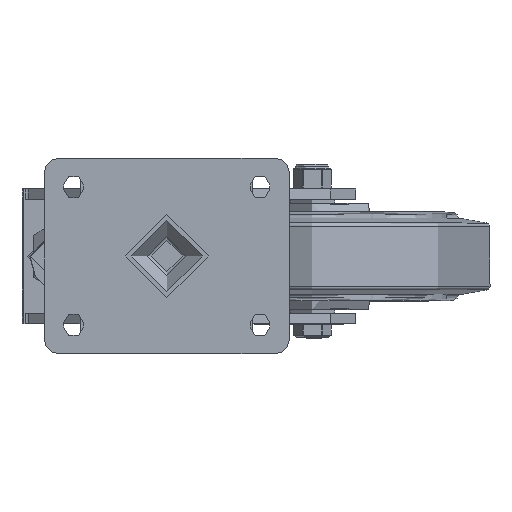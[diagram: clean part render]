
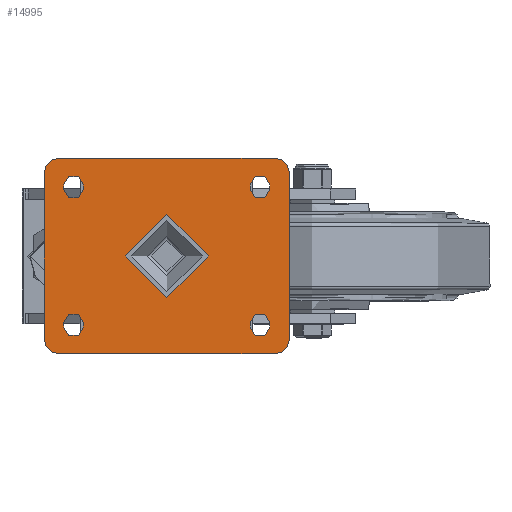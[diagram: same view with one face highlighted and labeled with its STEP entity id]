
A CAD part, top view. The second image highlights one B-rep face of the part: STEP entity #14995.
In plain terms, the highlighted planar face has unit normal (0, 0, 1).
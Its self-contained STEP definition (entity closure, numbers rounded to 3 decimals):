
#1273=FACE_BOUND('',#2834,.T.);
#1274=FACE_BOUND('',#2835,.T.);
#1275=FACE_BOUND('',#2836,.T.);
#1276=FACE_BOUND('',#2837,.T.);
#1277=FACE_BOUND('',#2838,.T.);
#1461=PLANE('',#16270);
#1901=FACE_OUTER_BOUND('',#2833,.T.);
#2833=EDGE_LOOP('',(#10376,#10377,#10378,#10379,#10380,#10381,#10382,#10383));
#2834=EDGE_LOOP('',(#10384));
#2835=EDGE_LOOP('',(#10385,#10386,#10387,#10388));
#2836=EDGE_LOOP('',(#10389,#10390,#10391,#10392));
#2837=EDGE_LOOP('',(#10393,#10394,#10395,#10396));
#2838=EDGE_LOOP('',(#10397,#10398,#10399,#10400));
#3907=LINE('',#21712,#4886);
#3911=LINE('',#21721,#4890);
#3914=LINE('',#21729,#4893);
#3917=LINE('',#21737,#4896);
#3921=LINE('',#21749,#4900);
#3923=LINE('',#21755,#4902);
#3927=LINE('',#21765,#4906);
#3929=LINE('',#21771,#4908);
#3933=LINE('',#21781,#4912);
#3935=LINE('',#21787,#4914);
#3939=LINE('',#21797,#4918);
#3941=LINE('',#21803,#4920);
#4886=VECTOR('',#17783,1000.);
#4890=VECTOR('',#17793,1000.);
#4893=VECTOR('',#17802,1000.);
#4896=VECTOR('',#17811,1000.);
#4900=VECTOR('',#17825,1000.);
#4902=VECTOR('',#17833,1000.);
#4906=VECTOR('',#17843,1000.);
#4908=VECTOR('',#17851,1000.);
#4912=VECTOR('',#17861,1000.);
#4914=VECTOR('',#17869,1000.);
#4918=VECTOR('',#17879,1000.);
#4920=VECTOR('',#17887,1000.);
#5855=CIRCLE('',#16202,23.5);
#5877=CIRCLE('',#16236,8.);
#5878=CIRCLE('',#16239,8.);
#5879=CIRCLE('',#16242,8.);
#5880=CIRCLE('',#16245,8.);
#5881=CIRCLE('',#16247,5.5);
#5882=CIRCLE('',#16250,5.5);
#5883=CIRCLE('',#16253,5.5);
#5884=CIRCLE('',#16256,5.5);
#5885=CIRCLE('',#16259,5.5);
#5886=CIRCLE('',#16262,5.5);
#5887=CIRCLE('',#16265,5.5);
#5888=CIRCLE('',#16268,5.5);
#6493=VERTEX_POINT('',#21629);
#6525=VERTEX_POINT('',#21709);
#6526=VERTEX_POINT('',#21711);
#6527=VERTEX_POINT('',#21715);
#6528=VERTEX_POINT('',#21719);
#6529=VERTEX_POINT('',#21723);
#6530=VERTEX_POINT('',#21727);
#6531=VERTEX_POINT('',#21731);
#6532=VERTEX_POINT('',#21735);
#6533=VERTEX_POINT('',#21741);
#6534=VERTEX_POINT('',#21743);
#6535=VERTEX_POINT('',#21747);
#6536=VERTEX_POINT('',#21751);
#6537=VERTEX_POINT('',#21757);
#6538=VERTEX_POINT('',#21759);
#6539=VERTEX_POINT('',#21763);
#6540=VERTEX_POINT('',#21767);
#6541=VERTEX_POINT('',#21773);
#6542=VERTEX_POINT('',#21775);
#6543=VERTEX_POINT('',#21779);
#6544=VERTEX_POINT('',#21783);
#6545=VERTEX_POINT('',#21789);
#6546=VERTEX_POINT('',#21791);
#6547=VERTEX_POINT('',#21795);
#6548=VERTEX_POINT('',#21799);
#7973=EDGE_CURVE('',#6493,#6493,#5855,.T.);
#8011=EDGE_CURVE('',#6525,#6526,#3907,.T.);
#8014=EDGE_CURVE('',#6527,#6525,#5877,.T.);
#8016=EDGE_CURVE('',#6528,#6527,#3911,.T.);
#8018=EDGE_CURVE('',#6529,#6528,#5878,.T.);
#8020=EDGE_CURVE('',#6530,#6529,#3914,.T.);
#8022=EDGE_CURVE('',#6531,#6530,#5879,.T.);
#8024=EDGE_CURVE('',#6532,#6531,#3917,.T.);
#8025=EDGE_CURVE('',#6532,#6526,#5880,.T.);
#8027=EDGE_CURVE('',#6534,#6533,#5881,.T.);
#8030=EDGE_CURVE('',#6533,#6535,#3921,.T.);
#8032=EDGE_CURVE('',#6535,#6536,#5882,.T.);
#8033=EDGE_CURVE('',#6536,#6534,#3923,.T.);
#8035=EDGE_CURVE('',#6538,#6537,#5883,.T.);
#8038=EDGE_CURVE('',#6537,#6539,#3927,.T.);
#8040=EDGE_CURVE('',#6539,#6540,#5884,.T.);
#8041=EDGE_CURVE('',#6540,#6538,#3929,.T.);
#8043=EDGE_CURVE('',#6542,#6541,#5885,.T.);
#8046=EDGE_CURVE('',#6541,#6543,#3933,.T.);
#8048=EDGE_CURVE('',#6543,#6544,#5886,.T.);
#8049=EDGE_CURVE('',#6544,#6542,#3935,.T.);
#8051=EDGE_CURVE('',#6546,#6545,#5887,.T.);
#8054=EDGE_CURVE('',#6545,#6547,#3939,.T.);
#8056=EDGE_CURVE('',#6547,#6548,#5888,.T.);
#8057=EDGE_CURVE('',#6548,#6546,#3941,.T.);
#10376=ORIENTED_EDGE('',*,*,#8025,.T.);
#10377=ORIENTED_EDGE('',*,*,#8011,.F.);
#10378=ORIENTED_EDGE('',*,*,#8014,.F.);
#10379=ORIENTED_EDGE('',*,*,#8016,.F.);
#10380=ORIENTED_EDGE('',*,*,#8018,.F.);
#10381=ORIENTED_EDGE('',*,*,#8020,.F.);
#10382=ORIENTED_EDGE('',*,*,#8022,.F.);
#10383=ORIENTED_EDGE('',*,*,#8024,.F.);
#10384=ORIENTED_EDGE('',*,*,#7973,.T.);
#10385=ORIENTED_EDGE('',*,*,#8057,.T.);
#10386=ORIENTED_EDGE('',*,*,#8051,.T.);
#10387=ORIENTED_EDGE('',*,*,#8054,.T.);
#10388=ORIENTED_EDGE('',*,*,#8056,.T.);
#10389=ORIENTED_EDGE('',*,*,#8049,.T.);
#10390=ORIENTED_EDGE('',*,*,#8043,.T.);
#10391=ORIENTED_EDGE('',*,*,#8046,.T.);
#10392=ORIENTED_EDGE('',*,*,#8048,.T.);
#10393=ORIENTED_EDGE('',*,*,#8041,.T.);
#10394=ORIENTED_EDGE('',*,*,#8035,.T.);
#10395=ORIENTED_EDGE('',*,*,#8038,.T.);
#10396=ORIENTED_EDGE('',*,*,#8040,.T.);
#10397=ORIENTED_EDGE('',*,*,#8033,.T.);
#10398=ORIENTED_EDGE('',*,*,#8027,.T.);
#10399=ORIENTED_EDGE('',*,*,#8030,.T.);
#10400=ORIENTED_EDGE('',*,*,#8032,.T.);
#14995=ADVANCED_FACE('',(#1901,#1273,#1274,#1275,#1276,#1277),#1461,.T.);
#16202=AXIS2_PLACEMENT_3D('',#21630,#17701,#17702);
#16236=AXIS2_PLACEMENT_3D('',#21717,#17788,#17789);
#16239=AXIS2_PLACEMENT_3D('',#21725,#17797,#17798);
#16242=AXIS2_PLACEMENT_3D('',#21733,#17806,#17807);
#16245=AXIS2_PLACEMENT_3D('',#21739,#17814,#17815);
#16247=AXIS2_PLACEMENT_3D('',#21744,#17819,#17820);
#16250=AXIS2_PLACEMENT_3D('',#21753,#17829,#17830);
#16253=AXIS2_PLACEMENT_3D('',#21760,#17837,#17838);
#16256=AXIS2_PLACEMENT_3D('',#21769,#17847,#17848);
#16259=AXIS2_PLACEMENT_3D('',#21776,#17855,#17856);
#16262=AXIS2_PLACEMENT_3D('',#21785,#17865,#17866);
#16265=AXIS2_PLACEMENT_3D('',#21792,#17873,#17874);
#16268=AXIS2_PLACEMENT_3D('',#21801,#17883,#17884);
#16270=AXIS2_PLACEMENT_3D('',#21804,#17888,#17889);
#17701=DIRECTION('center_axis',(0.,0.,-1.));
#17702=DIRECTION('ref_axis',(-1.,0.,0.));
#17783=DIRECTION('',(-1.,0.,0.));
#17788=DIRECTION('center_axis',(0.,0.,-1.));
#17789=DIRECTION('ref_axis',(1.,0.,0.));
#17793=DIRECTION('',(0.,-1.,0.));
#17797=DIRECTION('center_axis',(0.,0.,-1.));
#17798=DIRECTION('ref_axis',(0.,1.,0.));
#17802=DIRECTION('',(1.,0.,0.));
#17806=DIRECTION('center_axis',(0.,0.,-1.));
#17807=DIRECTION('ref_axis',(-1.,0.,0.));
#17811=DIRECTION('',(0.,1.,0.));
#17814=DIRECTION('center_axis',(0.,0.,1.));
#17815=DIRECTION('ref_axis',(-1.,0.,0.));
#17819=DIRECTION('center_axis',(0.,0.,-1.));
#17820=DIRECTION('ref_axis',(1.,0.,0.));
#17825=DIRECTION('',(0.,-1.,0.));
#17829=DIRECTION('center_axis',(0.,0.,-1.));
#17830=DIRECTION('ref_axis',(1.,0.,0.));
#17833=DIRECTION('',(0.,1.,0.));
#17837=DIRECTION('center_axis',(0.,0.,-1.));
#17838=DIRECTION('ref_axis',(1.,0.,0.));
#17843=DIRECTION('',(0.,1.,0.));
#17847=DIRECTION('center_axis',(0.,0.,-1.));
#17848=DIRECTION('ref_axis',(1.,0.,0.));
#17851=DIRECTION('',(0.,-1.,0.));
#17855=DIRECTION('center_axis',(0.,0.,-1.));
#17856=DIRECTION('ref_axis',(-1.,0.,0.));
#17861=DIRECTION('',(0.,-1.,0.));
#17865=DIRECTION('center_axis',(0.,0.,-1.));
#17866=DIRECTION('ref_axis',(-1.,0.,0.));
#17869=DIRECTION('',(0.,1.,0.));
#17873=DIRECTION('center_axis',(0.,0.,-1.));
#17874=DIRECTION('ref_axis',(-1.,0.,0.));
#17879=DIRECTION('',(0.,1.,0.));
#17883=DIRECTION('center_axis',(0.,0.,-1.));
#17884=DIRECTION('ref_axis',(-1.,0.,0.));
#17887=DIRECTION('',(0.,-1.,0.));
#17888=DIRECTION('center_axis',(0.,0.,1.));
#17889=DIRECTION('ref_axis',(1.,0.,0.));
#21629=CARTESIAN_POINT('',(23.5,0.,0.));
#21630=CARTESIAN_POINT('Origin',(0.,0.,0.));
#21709=CARTESIAN_POINT('',(61.,-55.,0.));
#21711=CARTESIAN_POINT('',(-61.,-55.,0.));
#21712=CARTESIAN_POINT('',(61.,-55.,0.));
#21715=CARTESIAN_POINT('',(69.,-47.,0.));
#21717=CARTESIAN_POINT('Origin',(61.,-47.,0.));
#21719=CARTESIAN_POINT('',(69.,47.,0.));
#21721=CARTESIAN_POINT('',(69.,47.,0.));
#21723=CARTESIAN_POINT('',(61.,55.,0.));
#21725=CARTESIAN_POINT('Origin',(61.,47.,0.));
#21727=CARTESIAN_POINT('',(-61.,55.,0.));
#21729=CARTESIAN_POINT('',(-61.,55.,0.));
#21731=CARTESIAN_POINT('',(-69.,47.,0.));
#21733=CARTESIAN_POINT('Origin',(-61.,47.,0.));
#21735=CARTESIAN_POINT('',(-69.,-47.,0.));
#21737=CARTESIAN_POINT('',(-69.,-47.,0.));
#21739=CARTESIAN_POINT('Origin',(-61.,-47.,0.));
#21741=CARTESIAN_POINT('',(-47.,40.,0.));
#21743=CARTESIAN_POINT('',(-58.,40.,0.));
#21744=CARTESIAN_POINT('Origin',(-52.5,40.,0.));
#21747=CARTESIAN_POINT('',(-47.,37.5,0.));
#21749=CARTESIAN_POINT('',(-47.,40.,0.));
#21751=CARTESIAN_POINT('',(-58.,37.5,0.));
#21753=CARTESIAN_POINT('Origin',(-52.5,37.5,0.));
#21755=CARTESIAN_POINT('',(-58.,40.,0.));
#21757=CARTESIAN_POINT('',(-58.,-40.,0.));
#21759=CARTESIAN_POINT('',(-47.,-40.,0.));
#21760=CARTESIAN_POINT('Origin',(-52.5,-40.,0.));
#21763=CARTESIAN_POINT('',(-58.,-37.5,0.));
#21765=CARTESIAN_POINT('',(-58.,-40.,0.));
#21767=CARTESIAN_POINT('',(-47.,-37.5,0.));
#21769=CARTESIAN_POINT('Origin',(-52.5,-37.5,0.));
#21771=CARTESIAN_POINT('',(-47.,-40.,0.));
#21773=CARTESIAN_POINT('',(58.,40.,0.));
#21775=CARTESIAN_POINT('',(47.,40.,0.));
#21776=CARTESIAN_POINT('Origin',(52.5,40.,0.));
#21779=CARTESIAN_POINT('',(58.,37.5,0.));
#21781=CARTESIAN_POINT('',(58.,40.,0.));
#21783=CARTESIAN_POINT('',(47.,37.5,0.));
#21785=CARTESIAN_POINT('Origin',(52.5,37.5,0.));
#21787=CARTESIAN_POINT('',(47.,40.,0.));
#21789=CARTESIAN_POINT('',(47.,-40.,0.));
#21791=CARTESIAN_POINT('',(58.,-40.,0.));
#21792=CARTESIAN_POINT('Origin',(52.5,-40.,0.));
#21795=CARTESIAN_POINT('',(47.,-37.5,0.));
#21797=CARTESIAN_POINT('',(47.,-40.,0.));
#21799=CARTESIAN_POINT('',(58.,-37.5,0.));
#21801=CARTESIAN_POINT('Origin',(52.5,-37.5,0.));
#21803=CARTESIAN_POINT('',(58.,-40.,0.));
#21804=CARTESIAN_POINT('Origin',(0.,0.,0.));
